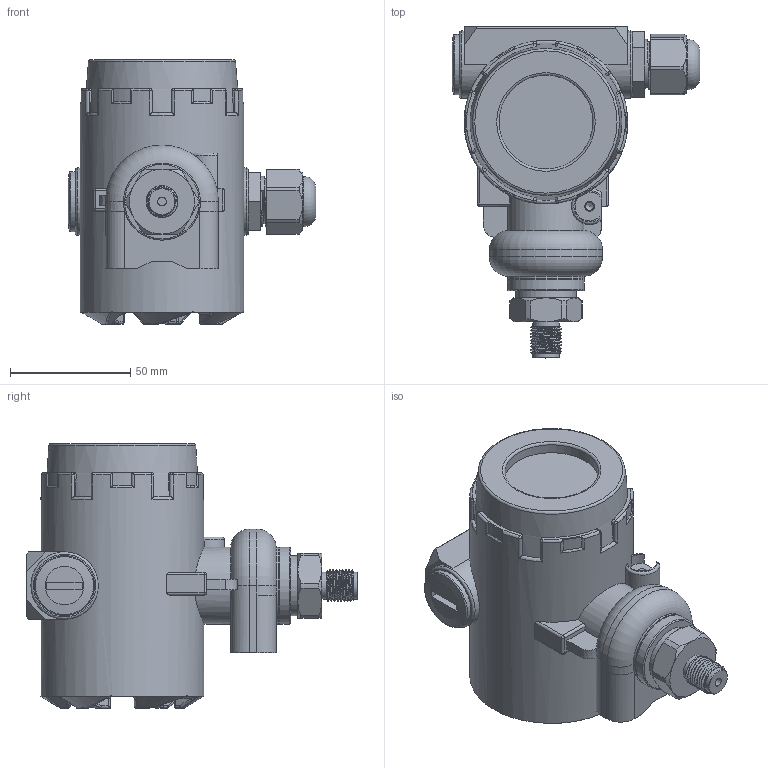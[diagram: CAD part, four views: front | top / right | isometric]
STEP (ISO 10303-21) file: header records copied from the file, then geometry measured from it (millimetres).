
FILE_DESCRIPTION(/* description */ (''),/* implementation_level */ '2;1');
FILE_NAME(/* name */ 'PM800B-G14M PM800B带显示压力变送器.stp',/* time_stamp */ '2023-10-26T10:07:31+08:00',/* author */ (''),/* organization */ (''),/* preprocessor_version */ 'ST-DEVELOPER v16.7',/* originating_system */ 'SIEMENS PLM Software NX 12.0',/* authorisation */ '');
FILE_SCHEMA (('AUTOMOTIVE_DESIGN { 1 0 10303 214 3 1 1 1 }'));
Length unit declared in the file: millimetre
Products named in the file (1): Mayn3824031540gw
Bounding box: 103 x 138 x 110 mm (x, y, z)
Volume: 463660.4 mm3; surface area: 55711.1 mm2
Topology: 2 solids, 2 shells, 456 faces, 1149 edges, 678 vertices
Faces by surface type: plane 147, cylinder 132, torus 55, bspline 49, cone 39, sphere 34
Full cylindrical faces by diameter (mm): 3.3 x2, 3.6 x1, 5 x2, 11.157 x1, 11.2 x1, 18 x1, 18.455 x1, 20.955 x1, 25 x3, 28 x2, 32 x2, 39 x1, 68 x1
Entity records: 18822 total; most frequent: CARTESIAN_POINT 8753, ORIENTED_EDGE 2108, DIRECTION 2049, EDGE_CURVE 1054, AXIS2_PLACEMENT_3D 858, VERTEX_POINT 662, EDGE_LOOP 512, ADVANCED_FACE 455
